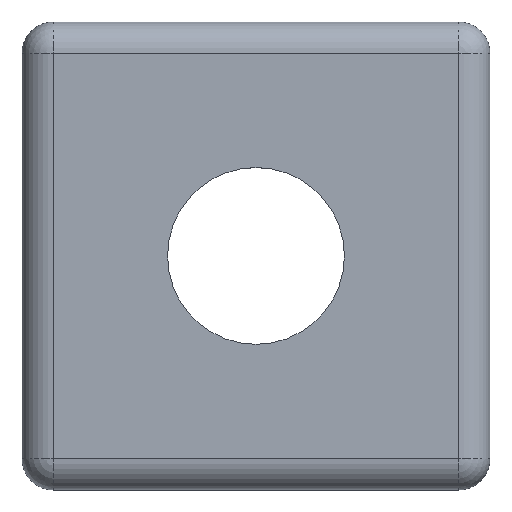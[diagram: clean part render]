
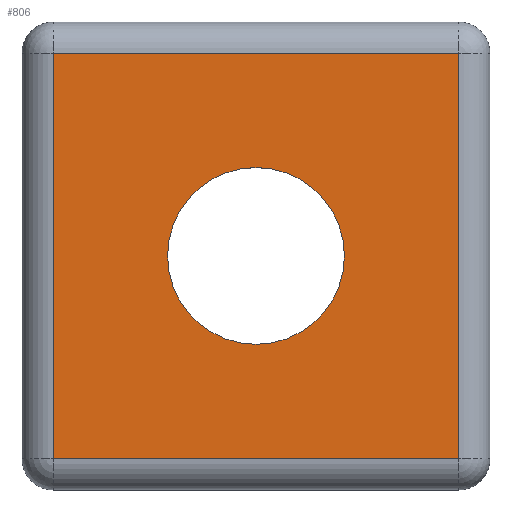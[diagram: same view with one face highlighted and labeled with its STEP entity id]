
A CAD part, top view. The second image highlights one B-rep face of the part: STEP entity #806.
In plain terms, the highlighted planar face has unit normal (0, 0, 1).
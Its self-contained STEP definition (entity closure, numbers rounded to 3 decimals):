
#430=CIRCLE('',#774,8.5);
#467=ORIENTED_EDGE('',*,*,#598,.T.);
#468=ORIENTED_EDGE('',*,*,#599,.T.);
#469=ORIENTED_EDGE('',*,*,#595,.T.);
#470=ORIENTED_EDGE('',*,*,#592,.T.);
#471=ORIENTED_EDGE('',*,*,#600,.F.);
#521=VECTOR('',#693,1.);
#522=VECTOR('',#702,1.);
#524=VECTOR('',#708,1.);
#525=VECTOR('',#709,1.);
#541=LINE('',#859,#521);
#542=LINE('',#866,#522);
#544=LINE('',#872,#524);
#545=LINE('',#873,#525);
#564=VERTEX_POINT('',#851);
#565=VERTEX_POINT('',#855);
#568=VERTEX_POINT('',#865);
#570=VERTEX_POINT('',#871);
#571=VERTEX_POINT('',#874);
#592=EDGE_CURVE('',#565,#564,#541,.T.);
#595=EDGE_CURVE('',#568,#565,#542,.T.);
#598=EDGE_CURVE('',#564,#570,#544,.T.);
#599=EDGE_CURVE('',#570,#568,#545,.T.);
#600=EDGE_CURVE('',#571,#571,#430,.T.);
#620=EDGE_LOOP('',(#467,#468,#469,#470));
#621=EDGE_LOOP('',(#471));
#642=FACE_BOUND('',#620,.T.);
#643=FACE_BOUND('',#621,.T.);
#693=DIRECTION('',(0.,-39.,0.));
#702=DIRECTION('',(-39.,0.,0.));
#706=DIRECTION('',(0.,0.,1.));
#707=DIRECTION('',(0.,-1.,0.));
#708=DIRECTION('',(39.,0.,0.));
#709=DIRECTION('',(0.,39.,0.));
#710=DIRECTION('',(0.,0.,1.));
#711=DIRECTION('',(0.,8.5,0.));
#773=AXIS2_PLACEMENT_3D('',#870,#706,#707);
#774=AXIS2_PLACEMENT_3D('',#875,#710,#711);
#795=PLANE('',#773);
#806=ADVANCED_FACE('',(#642,#643),#795,.T.);
#851=CARTESIAN_POINT('',(37.505,34.159,4.));
#855=CARTESIAN_POINT('',(37.505,73.159,4.));
#859=CARTESIAN_POINT('',(37.505,73.159,4.));
#865=CARTESIAN_POINT('',(76.505,73.159,4.));
#866=CARTESIAN_POINT('',(76.505,73.159,4.));
#870=CARTESIAN_POINT('',(37.505,34.159,4.));
#871=CARTESIAN_POINT('',(76.505,34.159,4.));
#872=CARTESIAN_POINT('',(37.505,34.159,4.));
#873=CARTESIAN_POINT('',(76.505,34.159,4.));
#874=CARTESIAN_POINT('',(57.005,62.159,4.));
#875=CARTESIAN_POINT('',(57.005,53.659,4.));
